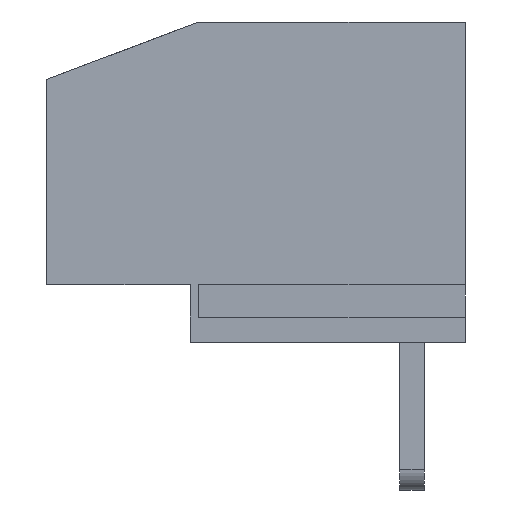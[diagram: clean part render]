
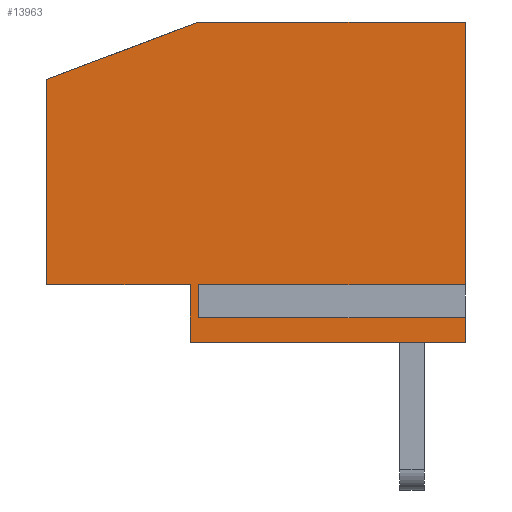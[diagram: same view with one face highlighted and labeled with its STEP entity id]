
A CAD part, left-side view. The second image highlights one B-rep face of the part: STEP entity #13963.
In plain terms, the highlighted planar face has unit normal (-1, 0, 0).
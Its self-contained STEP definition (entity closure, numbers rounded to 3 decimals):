
#383 = CARTESIAN_POINT ( 'NONE',  ( 0., 6.7, 0. ) ) ;
#447 = VERTEX_POINT ( 'NONE', #22185 ) ;
#1051 = ORIENTED_EDGE ( 'NONE', *, *, #11218, .T. ) ;
#1052 = VERTEX_POINT ( 'NONE', #24748 ) ;
#1375 = DIRECTION ( 'NONE',  ( 0., -1., 0. ) ) ;
#2637 = VERTEX_POINT ( 'NONE', #383 ) ;
#2817 = LINE ( 'NONE', #31591, #32190 ) ;
#2933 = DIRECTION ( 'NONE',  ( 0., 0., -1. ) ) ;
#3058 = EDGE_CURVE ( 'NONE', #30718, #1052, #28631, .T. ) ;
#3915 = LINE ( 'NONE', #6811, #27867 ) ;
#4425 = DIRECTION ( 'NONE',  ( 0., 0., 1. ) ) ;
#4526 = ORIENTED_EDGE ( 'NONE', *, *, #33086, .T. ) ;
#4630 = CARTESIAN_POINT ( 'NONE',  ( 0., 10.2, 7.8 ) ) ;
#4631 = EDGE_CURVE ( 'NONE', #32948, #1052, #11000, .T. ) ;
#4659 = CARTESIAN_POINT ( 'NONE',  ( 0., 10.2, 1.4 ) ) ;
#5761 = ORIENTED_EDGE ( 'NONE', *, *, #19099, .F. ) ;
#6030 = DIRECTION ( 'NONE',  ( 0., 0., 1. ) ) ;
#6125 = ORIENTED_EDGE ( 'NONE', *, *, #4631, .T. ) ;
#6811 = CARTESIAN_POINT ( 'NONE',  ( 0., 6.5, 0.782 ) ) ;
#7394 = CARTESIAN_POINT ( 'NONE',  ( 0., 6.7, 1.4 ) ) ;
#7877 = CARTESIAN_POINT ( 'NONE',  ( 0., 10.2, 1.4 ) ) ;
#8707 = ORIENTED_EDGE ( 'NONE', *, *, #16224, .T. ) ;
#9273 = CARTESIAN_POINT ( 'NONE',  ( 0., 6.7, 1.4 ) ) ;
#10211 = CARTESIAN_POINT ( 'NONE',  ( 0., 6.5, 0.782 ) ) ;
#10673 = DIRECTION ( 'NONE',  ( 0., 0., 1. ) ) ;
#10734 = VECTOR ( 'NONE', #24832, 1000. ) ;
#10948 = EDGE_CURVE ( 'NONE', #18924, #447, #27466, .T. ) ;
#11000 = LINE ( 'NONE', #15875, #27098 ) ;
#11218 = EDGE_CURVE ( 'NONE', #16180, #2637, #33087, .T. ) ;
#13722 = EDGE_CURVE ( 'NONE', #447, #24913, #31853, .T. ) ;
#13963 = ADVANCED_FACE ( 'NONE', ( #23503 ), #16259, .F. ) ;
#14448 = VERTEX_POINT ( 'NONE', #26494 ) ;
#15282 = EDGE_LOOP ( 'NONE', ( #29853, #28933, #8707, #28652, #5761, #21653, #26588, #4526, #1051, #30451, #6125 ) ) ;
#15318 = AXIS2_PLACEMENT_3D ( 'NONE', #18299, #21153, #2933 ) ;
#15607 = LINE ( 'NONE', #17960, #32511 ) ;
#15875 = CARTESIAN_POINT ( 'NONE',  ( 0., 0., 7.8 ) ) ;
#15880 = CARTESIAN_POINT ( 'NONE',  ( 0., 6.5, 0.782 ) ) ;
#16180 = VERTEX_POINT ( 'NONE', #9273 ) ;
#16224 = EDGE_CURVE ( 'NONE', #24996, #14448, #15607, .T. ) ;
#16259 = PLANE ( 'NONE',  #15318 ) ;
#17652 = DIRECTION ( 'NONE',  ( 0., 0., -1. ) ) ;
#17960 = CARTESIAN_POINT ( 'NONE',  ( 0., 6.5, 1.218 ) ) ;
#18299 = CARTESIAN_POINT ( 'NONE',  ( 0., 10.2, 7.8 ) ) ;
#18456 = DIRECTION ( 'NONE',  ( 0., -1., 0. ) ) ;
#18750 = DIRECTION ( 'NONE',  ( 0., -1., 0. ) ) ;
#18924 = VERTEX_POINT ( 'NONE', #7877 ) ;
#19099 = EDGE_CURVE ( 'NONE', #24913, #22251, #27997, .T. ) ;
#20486 = VECTOR ( 'NONE', #4425, 1000. ) ;
#21153 = DIRECTION ( 'NONE',  ( 1., 0., 0. ) ) ;
#21230 = CARTESIAN_POINT ( 'NONE',  ( 0., 0., 0. ) ) ;
#21449 = CARTESIAN_POINT ( 'NONE',  ( 0., 10.2, 0. ) ) ;
#21653 = ORIENTED_EDGE ( 'NONE', *, *, #13722, .F. ) ;
#22030 = EDGE_CURVE ( 'NONE', #2637, #32948, #28971, .T. ) ;
#22141 = VECTOR ( 'NONE', #18750, 1000. ) ;
#22185 = CARTESIAN_POINT ( 'NONE',  ( 0., 10.2, 6.4 ) ) ;
#22251 = VERTEX_POINT ( 'NONE', #24630 ) ;
#22803 = VECTOR ( 'NONE', #26673, 1000. ) ;
#23503 = FACE_OUTER_BOUND ( 'NONE', #15282, .T. ) ;
#24630 = CARTESIAN_POINT ( 'NONE',  ( 0., 0., 7.8 ) ) ;
#24748 = CARTESIAN_POINT ( 'NONE',  ( 0., 0., 0.782 ) ) ;
#24818 = DIRECTION ( 'NONE',  ( 0., 0., 1. ) ) ;
#24832 = DIRECTION ( 'NONE',  ( 0., -1., 0. ) ) ;
#24913 = VERTEX_POINT ( 'NONE', #26791 ) ;
#24996 = VERTEX_POINT ( 'NONE', #30148 ) ;
#25115 = VECTOR ( 'NONE', #25529, 1000. ) ;
#25417 = VECTOR ( 'NONE', #1375, 1000. ) ;
#25529 = DIRECTION ( 'NONE',  ( 0., -1., 0. ) ) ;
#26494 = CARTESIAN_POINT ( 'NONE',  ( 0., 0., 1.218 ) ) ;
#26588 = ORIENTED_EDGE ( 'NONE', *, *, #10948, .F. ) ;
#26673 = DIRECTION ( 'NONE',  ( 0., -0.935, 0.354 ) ) ;
#26791 = CARTESIAN_POINT ( 'NONE',  ( 0., 6.5, 7.8 ) ) ;
#26844 = CARTESIAN_POINT ( 'NONE',  ( 0., 10.2, 6.4 ) ) ;
#27098 = VECTOR ( 'NONE', #10673, 1000. ) ;
#27466 = LINE ( 'NONE', #30519, #20486 ) ;
#27867 = VECTOR ( 'NONE', #24818, 1000. ) ;
#27997 = LINE ( 'NONE', #4630, #10734 ) ;
#28631 = LINE ( 'NONE', #15880, #22141 ) ;
#28652 = ORIENTED_EDGE ( 'NONE', *, *, #30641, .T. ) ;
#28933 = ORIENTED_EDGE ( 'NONE', *, *, #29156, .T. ) ;
#28971 = LINE ( 'NONE', #21449, #25417 ) ;
#29156 = EDGE_CURVE ( 'NONE', #30718, #24996, #3915, .T. ) ;
#29853 = ORIENTED_EDGE ( 'NONE', *, *, #3058, .F. ) ;
#30148 = CARTESIAN_POINT ( 'NONE',  ( 0., 6.5, 1.218 ) ) ;
#30451 = ORIENTED_EDGE ( 'NONE', *, *, #22030, .T. ) ;
#30519 = CARTESIAN_POINT ( 'NONE',  ( 0., 10.2, 7.8 ) ) ;
#30641 = EDGE_CURVE ( 'NONE', #14448, #22251, #2817, .T. ) ;
#30718 = VERTEX_POINT ( 'NONE', #10211 ) ;
#31591 = CARTESIAN_POINT ( 'NONE',  ( 0., 0., 7.8 ) ) ;
#31853 = LINE ( 'NONE', #26844, #22803 ) ;
#32190 = VECTOR ( 'NONE', #6030, 1000. ) ;
#32511 = VECTOR ( 'NONE', #18456, 1000. ) ;
#32717 = LINE ( 'NONE', #4659, #25115 ) ;
#32785 = VECTOR ( 'NONE', #17652, 1000. ) ;
#32948 = VERTEX_POINT ( 'NONE', #21230 ) ;
#33086 = EDGE_CURVE ( 'NONE', #18924, #16180, #32717, .T. ) ;
#33087 = LINE ( 'NONE', #7394, #32785 ) ;
